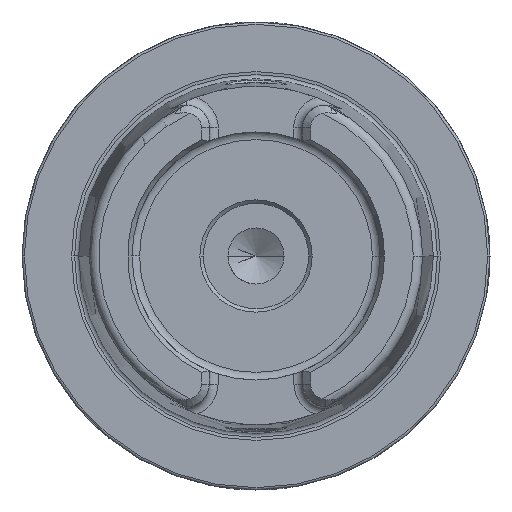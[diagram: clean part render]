
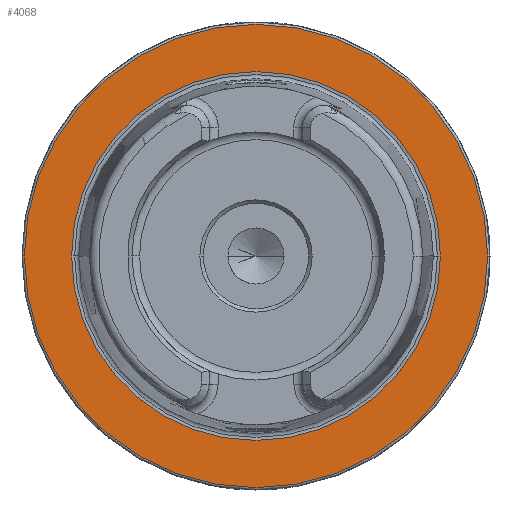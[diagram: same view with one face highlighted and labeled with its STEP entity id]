
A CAD part, left-side view. The second image highlights one B-rep face of the part: STEP entity #4068.
In plain terms, the highlighted planar face has unit normal (-1, 0, 0).
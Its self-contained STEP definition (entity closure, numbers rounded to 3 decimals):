
#246 = ORIENTED_EDGE ( 'NONE', *, *, #6073, .T. ) ;
#665 = CARTESIAN_POINT ( 'NONE',  ( 0., 39.405, 0. ) ) ;
#889 = CARTESIAN_POINT ( 'NONE',  ( 0., -49.5, 0. ) ) ;
#1082 = EDGE_LOOP ( 'NONE', ( #4801, #4645 ) ) ;
#1652 = DIRECTION ( 'NONE',  ( 1., 0., 0. ) ) ;
#2058 = CARTESIAN_POINT ( 'NONE',  ( 0., 0., 0. ) ) ;
#2132 = VERTEX_POINT ( 'NONE', #889 ) ;
#2531 = VERTEX_POINT ( 'NONE', #665 ) ;
#2628 = CARTESIAN_POINT ( 'NONE',  ( 0., 0., 0. ) ) ;
#2958 = CARTESIAN_POINT ( 'NONE',  ( 0., 0., 0. ) ) ;
#2968 = DIRECTION ( 'NONE',  ( 0., -1., 0. ) ) ;
#3310 = AXIS2_PLACEMENT_3D ( 'NONE', #2958, #9306, #3887 ) ;
#3543 = DIRECTION ( 'NONE',  ( 0., -1., 0. ) ) ;
#3545 = DIRECTION ( 'NONE',  ( -1., 0., 0. ) ) ;
#3887 = DIRECTION ( 'NONE',  ( 0., -1., 0. ) ) ;
#4068 = ADVANCED_FACE ( 'NONE', ( #7040, #11271 ), #9771, .F. ) ;
#4619 = CIRCLE ( 'NONE', #9743, 49.5 ) ;
#4645 = ORIENTED_EDGE ( 'NONE', *, *, #8014, .F. ) ;
#4801 = ORIENTED_EDGE ( 'NONE', *, *, #5094, .F. ) ;
#5094 = EDGE_CURVE ( 'NONE', #10495, #2531, #9012, .T. ) ;
#5252 = EDGE_CURVE ( 'NONE', #10853, #2132, #5462, .T. ) ;
#5462 = CIRCLE ( 'NONE', #10420, 49.5 ) ;
#5574 = AXIS2_PLACEMENT_3D ( 'NONE', #8959, #3545, #9871 ) ;
#6073 = EDGE_CURVE ( 'NONE', #2132, #10853, #4619, .T. ) ;
#6818 = ORIENTED_EDGE ( 'NONE', *, *, #5252, .T. ) ;
#7040 = FACE_BOUND ( 'NONE', #1082, .T. ) ;
#7918 = EDGE_LOOP ( 'NONE', ( #246, #6818 ) ) ;
#7954 = CARTESIAN_POINT ( 'NONE',  ( 0., 49.5, 0. ) ) ;
#7997 = DIRECTION ( 'NONE',  ( 0., 1., 0. ) ) ;
#8014 = EDGE_CURVE ( 'NONE', #2531, #10495, #11367, .T. ) ;
#8405 = DIRECTION ( 'NONE',  ( -1., 0., 0. ) ) ;
#8955 = DIRECTION ( 'NONE',  ( -1., 0., 0. ) ) ;
#8959 = CARTESIAN_POINT ( 'NONE',  ( 0., 0., 0. ) ) ;
#9012 = CIRCLE ( 'NONE', #5574, 39.405 ) ;
#9102 = CARTESIAN_POINT ( 'NONE',  ( 0., -39.405, 0. ) ) ;
#9306 = DIRECTION ( 'NONE',  ( -1., 0., 0. ) ) ;
#9743 = AXIS2_PLACEMENT_3D ( 'NONE', #2628, #8955, #3543 ) ;
#9771 = PLANE ( 'NONE',  #9893 ) ;
#9871 = DIRECTION ( 'NONE',  ( 0., -1., 0. ) ) ;
#9893 = AXIS2_PLACEMENT_3D ( 'NONE', #7954, #1652, #7997 ) ;
#10236 = CARTESIAN_POINT ( 'NONE',  ( 0., 49.5, 0. ) ) ;
#10420 = AXIS2_PLACEMENT_3D ( 'NONE', #2058, #8405, #2968 ) ;
#10495 = VERTEX_POINT ( 'NONE', #9102 ) ;
#10853 = VERTEX_POINT ( 'NONE', #10236 ) ;
#11271 = FACE_OUTER_BOUND ( 'NONE', #7918, .T. ) ;
#11367 = CIRCLE ( 'NONE', #3310, 39.405 ) ;
